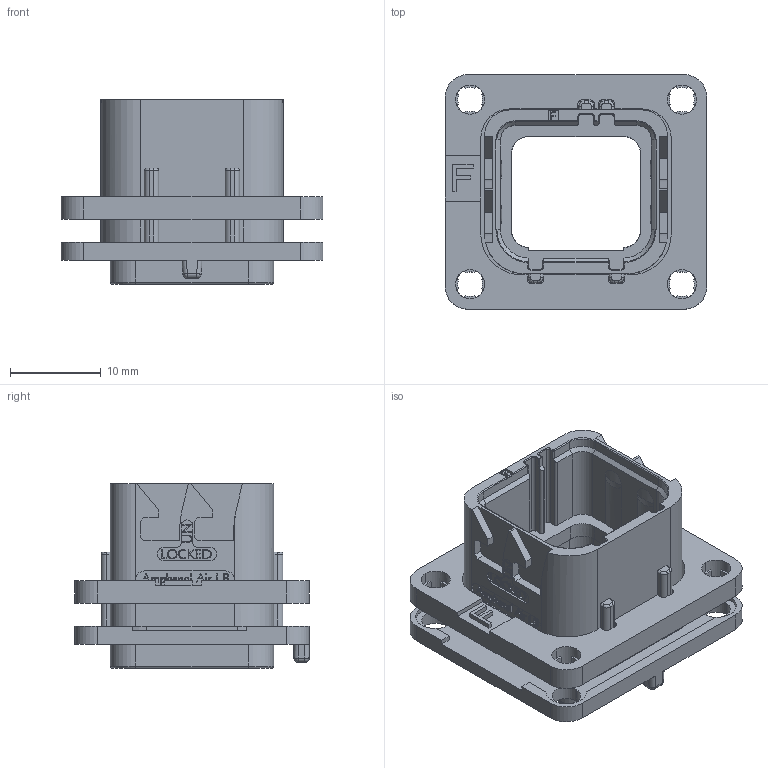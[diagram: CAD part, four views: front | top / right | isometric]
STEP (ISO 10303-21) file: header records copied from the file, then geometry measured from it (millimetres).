
FILE_DESCRIPTION((''),'2;1');
FILE_NAME('SIM2B25F100','2019-09-27T',('presta_be4'),(''),'PRO/ENGINEER BY PARAMETRIC TECHNOLOGY CORPORATION, 2014310','PRO/ENGINEER BY PARAMETRIC TECHNOLOGY CORPORATION, 2014310','');
FILE_SCHEMA(('CONFIG_CONTROL_DESIGN'));
Length unit declared in the file: millimetre
Products named in the file (1): SIM2B25F100
Bounding box: 28.8 x 25.8 x 20.33 mm (x, y, z)
Volume: 3974.7 mm3; surface area: 5244.4 mm2
Topology: 2 solids, 2 shells, 1347 faces, 3707 edges, 2426 vertices
Faces by surface type: plane 591, extrusion 514, cylinder 182, torus 28, sphere 20, cone 8, bspline 4
Entity records: 44528 total; most frequent: CARTESIAN_POINT 11983, ORIENTED_EDGE 7398, DIRECTION 5223, EDGE_CURVE 3699, VECTOR 2717, VERTEX_POINT 2426, LINE 2203, B_SPLINE_CURVE_WITH_KNOTS 1586
